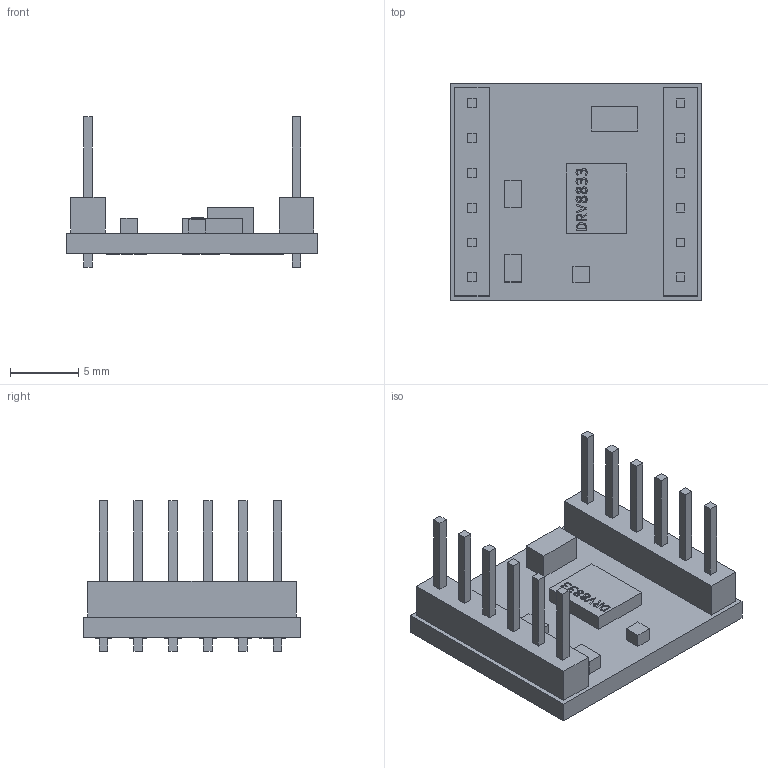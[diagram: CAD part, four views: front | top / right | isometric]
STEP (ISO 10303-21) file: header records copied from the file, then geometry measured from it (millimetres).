
FILE_DESCRIPTION(/* description */ ('STEP AP214'),/* implementation_level */ '2;1');
FILE_NAME(/* name */ '62c1f2c48184205feb4461c7',/* time_stamp */ '2022-07-03T19:49:26+00:00',/* author */ (''),/* organization */ (''),/* preprocessor_version */ 'ST-DEVELOPER v18.102',/* originating_system */ ' ',/* authorisation */ ' ');
FILE_SCHEMA (('AUTOMOTIVE_DESIGN {1 0 10303 214 3 1 1}'));
Length unit declared in the file: metre
Products named in the file (1): Part 1
Bounding box: 18.4 x 15.9 x 11 mm (x, y, z)
Volume: 714.3 mm3; surface area: 1155.4 mm2
Topology: 1 solids, 1 shells, 903 faces, 2415 edges, 1610 vertices
Faces by surface type: plane 595, bspline 308
Entity records: 31365 total; most frequent: CARTESIAN_POINT 8317, ORIENTED_EDGE 4830, DIRECTION 2991, EDGE_CURVE 2415, LINE 1799, VECTOR 1799, VERTEX_POINT 1610, EDGE_LOOP 999
